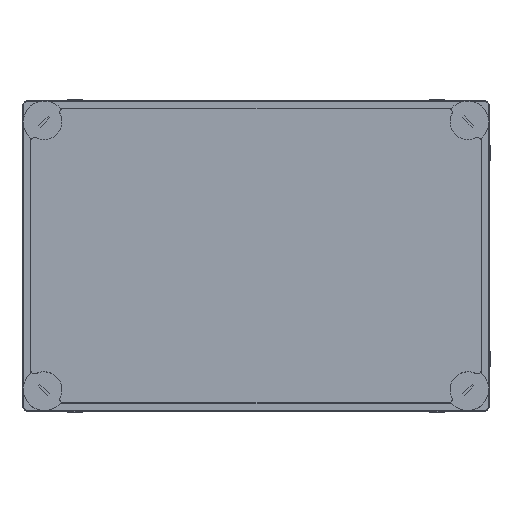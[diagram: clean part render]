
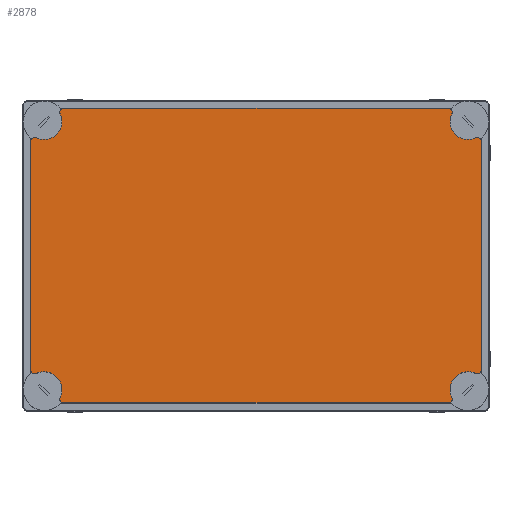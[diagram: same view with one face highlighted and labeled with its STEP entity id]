
A CAD part, top view. The second image highlights one B-rep face of the part: STEP entity #2878.
In plain terms, the highlighted planar face has unit normal (0, 0, 1).
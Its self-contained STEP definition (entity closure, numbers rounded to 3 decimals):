
#2878 = ADVANCED_FACE( '', ( #7047 ), #7048, .T. );
#7047 = FACE_OUTER_BOUND( '', #12537, .T. );
#7048 = PLANE( '', #12538 );
#12537 = EDGE_LOOP( '', ( #21810, #21811, #21812, #21813, #21814, #21815, #21816, #21817, #21818, #21819, #21820, #21821, #21822, #21823, #21824, #21825 ) );
#12538 = AXIS2_PLACEMENT_3D( '', #21826, #21827, #21828 );
#21810 = ORIENTED_EDGE( '', *, *, #35591, .F. );
#21811 = ORIENTED_EDGE( '', *, *, #35592, .T. );
#21812 = ORIENTED_EDGE( '', *, *, #33608, .T. );
#21813 = ORIENTED_EDGE( '', *, *, #35593, .T. );
#21814 = ORIENTED_EDGE( '', *, *, #35594, .F. );
#21815 = ORIENTED_EDGE( '', *, *, #35595, .T. );
#21816 = ORIENTED_EDGE( '', *, *, #35596, .T. );
#21817 = ORIENTED_EDGE( '', *, *, #35597, .T. );
#21818 = ORIENTED_EDGE( '', *, *, #34124, .F. );
#21819 = ORIENTED_EDGE( '', *, *, #35598, .T. );
#21820 = ORIENTED_EDGE( '', *, *, #34847, .T. );
#21821 = ORIENTED_EDGE( '', *, *, #35599, .T. );
#21822 = ORIENTED_EDGE( '', *, *, #35600, .F. );
#21823 = ORIENTED_EDGE( '', *, *, #35601, .T. );
#21824 = ORIENTED_EDGE( '', *, *, #33646, .T. );
#21825 = ORIENTED_EDGE( '', *, *, #35602, .T. );
#21826 = CARTESIAN_POINT( '', ( 4., 4., 105. ) );
#21827 = DIRECTION( '', ( 0., 0., 1. ) );
#21828 = DIRECTION( '', ( 1., 0., 0. ) );
#33608 = EDGE_CURVE( '', #41027, #41025, #41028, .T. );
#33646 = EDGE_CURVE( '', #41088, #41086, #41089, .T. );
#34124 = EDGE_CURVE( '', #41874, #41875, #41876, .T. );
#34847 = EDGE_CURVE( '', #43050, #43048, #43051, .T. );
#35591 = EDGE_CURVE( '', #44175, #44176, #44177, .T. );
#35592 = EDGE_CURVE( '', #44175, #41027, #44178, .T. );
#35593 = EDGE_CURVE( '', #41025, #44179, #44180, .T. );
#35594 = EDGE_CURVE( '', #44181, #44179, #44182, .T. );
#35595 = EDGE_CURVE( '', #44181, #44183, #44184, .T. );
#35596 = EDGE_CURVE( '', #44183, #44185, #44186, .T. );
#35597 = EDGE_CURVE( '', #44185, #41875, #44187, .T. );
#35598 = EDGE_CURVE( '', #41874, #43050, #44188, .T. );
#35599 = EDGE_CURVE( '', #43048, #44189, #44190, .T. );
#35600 = EDGE_CURVE( '', #44191, #44189, #44192, .T. );
#35601 = EDGE_CURVE( '', #44191, #41088, #44193, .T. );
#35602 = EDGE_CURVE( '', #41086, #44176, #44194, .T. );
#41025 = VERTEX_POINT( '', #51162 );
#41027 = VERTEX_POINT( '', #51165 );
#41028 = LINE( '', #51166, #51167 );
#41086 = VERTEX_POINT( '', #51250 );
#41088 = VERTEX_POINT( '', #51253 );
#41089 = LINE( '', #51254, #51255 );
#41874 = VERTEX_POINT( '', #52303 );
#41875 = VERTEX_POINT( '', #52304 );
#41876 = CIRCLE( '', #52305, 14.5 );
#43048 = VERTEX_POINT( '', #53899 );
#43050 = VERTEX_POINT( '', #53902 );
#43051 = LINE( '', #53903, #53904 );
#44175 = VERTEX_POINT( '', #55484 );
#44176 = VERTEX_POINT( '', #55485 );
#44177 = CIRCLE( '', #55486, 14.5 );
#44178 = CIRCLE( '', #55487, 3. );
#44179 = VERTEX_POINT( '', #55488 );
#44180 = CIRCLE( '', #55489, 3. );
#44181 = VERTEX_POINT( '', #55490 );
#44182 = CIRCLE( '', #55491, 14.5 );
#44183 = VERTEX_POINT( '', #55492 );
#44184 = CIRCLE( '', #55493, 3. );
#44185 = VERTEX_POINT( '', #55494 );
#44186 = LINE( '', #55495, #55496 );
#44187 = CIRCLE( '', #55497, 3. );
#44188 = CIRCLE( '', #55498, 3. );
#44189 = VERTEX_POINT( '', #55499 );
#44190 = CIRCLE( '', #55500, 3. );
#44191 = VERTEX_POINT( '', #55501 );
#44192 = CIRCLE( '', #55502, 14.5 );
#44193 = CIRCLE( '', #55503, 3. );
#44194 = CIRCLE( '', #55504, 3. );
#51162 = CARTESIAN_POINT( '', ( 6., 32.311, 105. ) );
#51165 = CARTESIAN_POINT( '', ( 6., 215.689, 105. ) );
#51166 = CARTESIAN_POINT( '', ( 6., 218.029, 105. ) );
#51167 = VECTOR( '', #62650, 1000. );
#51250 = CARTESIAN_POINT( '', ( 32.311, 242., 105. ) );
#51253 = CARTESIAN_POINT( '', ( 340.689, 242., 105. ) );
#51254 = CARTESIAN_POINT( '', ( 343.047, 242., 105. ) );
#51255 = VECTOR( '', #62686, 1000. );
#52303 = CARTESIAN_POINT( '', ( 362.714, 29.601, 105. ) );
#52304 = CARTESIAN_POINT( '', ( 343.399, 10.286, 105. ) );
#52305 = AXIS2_PLACEMENT_3D( '', #63335, #63336, #63337 );
#53899 = CARTESIAN_POINT( '', ( 367., 215.689, 105. ) );
#53902 = CARTESIAN_POINT( '', ( 367., 32.311, 105. ) );
#53903 = CARTESIAN_POINT( '', ( 367., 29.971, 105. ) );
#53904 = VECTOR( '', #64283, 1000. );
#55484 = CARTESIAN_POINT( '', ( 10.286, 218.399, 105. ) );
#55485 = CARTESIAN_POINT( '', ( 29.601, 237.714, 105. ) );
#55486 = AXIS2_PLACEMENT_3D( '', #65123, #65124, #65125 );
#55487 = AXIS2_PLACEMENT_3D( '', #65126, #65127, #65128 );
#55488 = CARTESIAN_POINT( '', ( 10.286, 29.601, 105. ) );
#55489 = AXIS2_PLACEMENT_3D( '', #65129, #65130, #65131 );
#55490 = CARTESIAN_POINT( '', ( 29.601, 10.286, 105. ) );
#55491 = AXIS2_PLACEMENT_3D( '', #65132, #65133, #65134 );
#55492 = CARTESIAN_POINT( '', ( 32.311, 6., 105. ) );
#55493 = AXIS2_PLACEMENT_3D( '', #65135, #65136, #65137 );
#55494 = CARTESIAN_POINT( '', ( 340.689, 6., 105. ) );
#55495 = CARTESIAN_POINT( '', ( 29.953, 6., 105. ) );
#55496 = VECTOR( '', #65138, 1000. );
#55497 = AXIS2_PLACEMENT_3D( '', #65139, #65140, #65141 );
#55498 = AXIS2_PLACEMENT_3D( '', #65142, #65143, #65144 );
#55499 = CARTESIAN_POINT( '', ( 362.714, 218.399, 105. ) );
#55500 = AXIS2_PLACEMENT_3D( '', #65145, #65146, #65147 );
#55501 = CARTESIAN_POINT( '', ( 343.399, 237.714, 105. ) );
#55502 = AXIS2_PLACEMENT_3D( '', #65148, #65149, #65150 );
#55503 = AXIS2_PLACEMENT_3D( '', #65151, #65152, #65153 );
#55504 = AXIS2_PLACEMENT_3D( '', #65154, #65155, #65156 );
#62650 = DIRECTION( '', ( 0., -1., 0. ) );
#62686 = DIRECTION( '', ( -1., 0., 0. ) );
#63335 = CARTESIAN_POINT( '', ( 356.5, 16.5, 105. ) );
#63336 = DIRECTION( '', ( 0., 0., 1. ) );
#63337 = DIRECTION( '', ( 1., 0., 0. ) );
#64283 = DIRECTION( '', ( 0., 1., 0. ) );
#65123 = CARTESIAN_POINT( '', ( 16.5, 231.5, 105. ) );
#65124 = DIRECTION( '', ( 0., 0., 1. ) );
#65125 = DIRECTION( '', ( 1., 0., 0. ) );
#65126 = CARTESIAN_POINT( '', ( 9., 215.689, 105. ) );
#65127 = DIRECTION( '', ( 0., 0., 1. ) );
#65128 = DIRECTION( '', ( 1., 0., 0. ) );
#65129 = CARTESIAN_POINT( '', ( 9., 32.311, 105. ) );
#65130 = DIRECTION( '', ( 0., 0., 1. ) );
#65131 = DIRECTION( '', ( 1., 0., 0. ) );
#65132 = CARTESIAN_POINT( '', ( 16.5, 16.5, 105. ) );
#65133 = DIRECTION( '', ( 0., 0., 1. ) );
#65134 = DIRECTION( '', ( 1., 0., 0. ) );
#65135 = CARTESIAN_POINT( '', ( 32.311, 9., 105. ) );
#65136 = DIRECTION( '', ( 0., 0., 1. ) );
#65137 = DIRECTION( '', ( 1., 0., 0. ) );
#65138 = DIRECTION( '', ( 1., 0., 0. ) );
#65139 = CARTESIAN_POINT( '', ( 340.689, 9., 105. ) );
#65140 = DIRECTION( '', ( 0., 0., 1. ) );
#65141 = DIRECTION( '', ( 1., 0., 0. ) );
#65142 = CARTESIAN_POINT( '', ( 364., 32.311, 105. ) );
#65143 = DIRECTION( '', ( 0., 0., 1. ) );
#65144 = DIRECTION( '', ( 1., 0., 0. ) );
#65145 = CARTESIAN_POINT( '', ( 364., 215.689, 105. ) );
#65146 = DIRECTION( '', ( 0., 0., 1. ) );
#65147 = DIRECTION( '', ( 1., 0., 0. ) );
#65148 = CARTESIAN_POINT( '', ( 356.5, 231.5, 105. ) );
#65149 = DIRECTION( '', ( 0., 0., 1. ) );
#65150 = DIRECTION( '', ( 1., 0., 0. ) );
#65151 = CARTESIAN_POINT( '', ( 340.689, 239., 105. ) );
#65152 = DIRECTION( '', ( 0., 0., 1. ) );
#65153 = DIRECTION( '', ( 1., 0., 0. ) );
#65154 = CARTESIAN_POINT( '', ( 32.311, 239., 105. ) );
#65155 = DIRECTION( '', ( 0., 0., 1. ) );
#65156 = DIRECTION( '', ( 1., 0., 0. ) );
